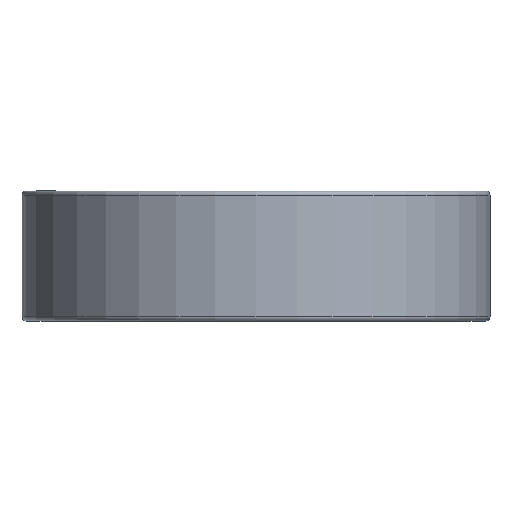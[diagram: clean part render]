
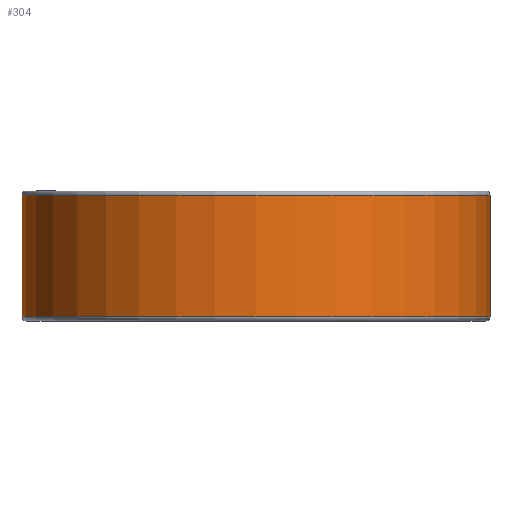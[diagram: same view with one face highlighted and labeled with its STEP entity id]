
A CAD part, front view. The second image highlights one B-rep face of the part: STEP entity #304.
In plain terms, the highlighted cylindrical face has radius 14.287 mm (diameter 28.575 mm), a full revolution.
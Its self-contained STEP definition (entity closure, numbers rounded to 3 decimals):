
#29=LINE('',#561,#35);
#35=VECTOR('',#462,14.288);
#41=CYLINDRICAL_SURFACE('',#368,14.288);
#51=FACE_OUTER_BOUND('',#67,.T.);
#67=EDGE_LOOP('',(#234,#235,#236,#237,#238,#239));
#82=CIRCLE('',#334,14.288);
#86=CIRCLE('',#338,14.288);
#97=CIRCLE('',#352,14.288);
#101=CIRCLE('',#356,14.288);
#118=VERTEX_POINT('',#499);
#119=VERTEX_POINT('',#500);
#130=VERTEX_POINT('',#529);
#131=VERTEX_POINT('',#530);
#150=EDGE_CURVE('',#118,#119,#82,.T.);
#154=EDGE_CURVE('',#119,#118,#86,.T.);
#165=EDGE_CURVE('',#130,#131,#97,.T.);
#169=EDGE_CURVE('',#131,#130,#101,.T.);
#181=EDGE_CURVE('',#130,#119,#29,.T.);
#234=ORIENTED_EDGE('',*,*,#165,.F.);
#235=ORIENTED_EDGE('',*,*,#181,.T.);
#236=ORIENTED_EDGE('',*,*,#150,.F.);
#237=ORIENTED_EDGE('',*,*,#154,.F.);
#238=ORIENTED_EDGE('',*,*,#181,.F.);
#239=ORIENTED_EDGE('',*,*,#169,.F.);
#304=ADVANCED_FACE('',(#51),#41,.T.);
#334=AXIS2_PLACEMENT_3D('',#501,#389,#390);
#338=AXIS2_PLACEMENT_3D('',#507,#397,#398);
#352=AXIS2_PLACEMENT_3D('',#531,#425,#426);
#356=AXIS2_PLACEMENT_3D('',#537,#433,#434);
#368=AXIS2_PLACEMENT_3D('',#560,#460,#461);
#389=DIRECTION('center_axis',(0.,0.,1.));
#390=DIRECTION('ref_axis',(1.,0.,0.));
#397=DIRECTION('center_axis',(0.,0.,1.));
#398=DIRECTION('ref_axis',(1.,0.,0.));
#425=DIRECTION('center_axis',(0.,0.,-1.));
#426=DIRECTION('ref_axis',(-1.,0.,0.));
#433=DIRECTION('center_axis',(0.,0.,-1.));
#434=DIRECTION('ref_axis',(-1.,0.,0.));
#460=DIRECTION('center_axis',(0.,0.,1.));
#461=DIRECTION('ref_axis',(1.,0.,0.));
#462=DIRECTION('',(0.,0.,1.));
#499=CARTESIAN_POINT('',(14.288,0.,3.719));
#500=CARTESIAN_POINT('',(-14.288,0.,3.719));
#501=CARTESIAN_POINT('Origin',(0.,0.,3.719));
#507=CARTESIAN_POINT('Origin',(0.,0.,3.719));
#529=CARTESIAN_POINT('',(-14.288,0.,-3.719));
#530=CARTESIAN_POINT('',(14.288,0.,-3.719));
#531=CARTESIAN_POINT('Origin',(0.,0.,-3.719));
#537=CARTESIAN_POINT('Origin',(0.,0.,-3.719));
#560=CARTESIAN_POINT('Origin',(0.,0.,-53.249));
#561=CARTESIAN_POINT('',(-14.288,0.,-53.249));
